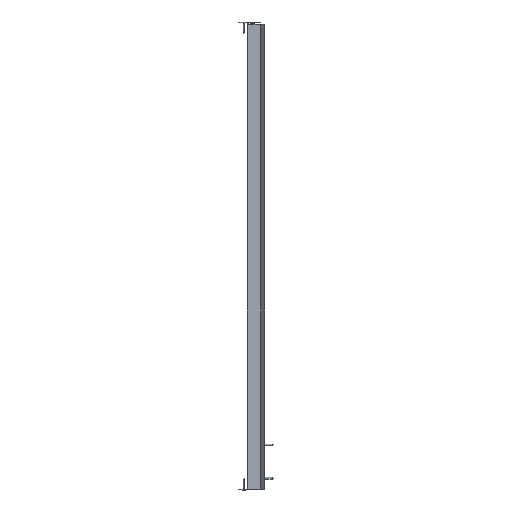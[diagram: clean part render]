
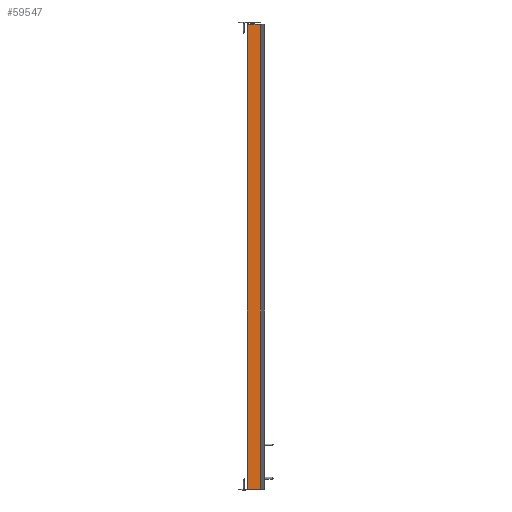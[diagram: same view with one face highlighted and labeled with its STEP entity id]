
A CAD part, left-side view. The second image highlights one B-rep face of the part: STEP entity #59547.
In plain terms, the highlighted planar face has unit normal (-1, 0.007, 0).
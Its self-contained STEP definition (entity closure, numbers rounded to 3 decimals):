
#1299 = EDGE_CURVE ( 'NONE', #44657, #30006, #68374, .T. ) ;
#6963 = CARTESIAN_POINT ( 'NONE',  ( -6.599, -29.843, 0. ) ) ;
#11498 = CARTESIAN_POINT ( 'NONE',  ( -6.599, -29.843, 0. ) ) ;
#12729 = FACE_OUTER_BOUND ( 'NONE', #55673, .T. ) ;
#13949 = CARTESIAN_POINT ( 'NONE',  ( -6.599, -29.843, -1045. ) ) ;
#15790 = VERTEX_POINT ( 'NONE', #47644 ) ;
#16107 = VECTOR ( 'NONE', #29604, 1000. ) ;
#19229 = VECTOR ( 'NONE', #75377, 1000. ) ;
#20048 = DIRECTION ( 'NONE',  ( 0.007, 1., 0. ) ) ;
#27854 = DIRECTION ( 'NONE',  ( 1., -0.007, 0. ) ) ;
#28826 = CARTESIAN_POINT ( 'NONE',  ( -6.599, -29.843, -1045. ) ) ;
#29604 = DIRECTION ( 'NONE',  ( 0., 0., 1. ) ) ;
#30006 = VERTEX_POINT ( 'NONE', #84168 ) ;
#30624 = EDGE_CURVE ( 'NONE', #15790, #44657, #82924, .T. ) ;
#32141 = ORIENTED_EDGE ( 'NONE', *, *, #85895, .T. ) ;
#36006 = EDGE_CURVE ( 'NONE', #54127, #30006, #58814, .T. ) ;
#40129 = ORIENTED_EDGE ( 'NONE', *, *, #30624, .F. ) ;
#44657 = VERTEX_POINT ( 'NONE', #82808 ) ;
#44704 = CARTESIAN_POINT ( 'NONE',  ( -6.4, -0.695, -1045. ) ) ;
#47090 = ORIENTED_EDGE ( 'NONE', *, *, #36006, .T. ) ;
#47644 = CARTESIAN_POINT ( 'NONE',  ( -6.599, -29.843, -1045. ) ) ;
#54127 = VERTEX_POINT ( 'NONE', #6963 ) ;
#55673 = EDGE_LOOP ( 'NONE', ( #47090, #58453, #40129, #32141 ) ) ;
#58453 = ORIENTED_EDGE ( 'NONE', *, *, #1299, .F. ) ;
#58814 = LINE ( 'NONE', #11498, #80395 ) ;
#59547 = ADVANCED_FACE ( 'NONE', ( #12729 ), #89287, .F. ) ;
#66382 = VECTOR ( 'NONE', #77487, 1000. ) ;
#67103 = DIRECTION ( 'NONE',  ( 0.007, 1., 0. ) ) ;
#68374 = LINE ( 'NONE', #44704, #16107 ) ;
#75377 = DIRECTION ( 'NONE',  ( 0.007, 1., 0. ) ) ;
#77487 = DIRECTION ( 'NONE',  ( 0., 0., 1. ) ) ;
#77985 = LINE ( 'NONE', #85048, #66382 ) ;
#80395 = VECTOR ( 'NONE', #20048, 1000. ) ;
#82808 = CARTESIAN_POINT ( 'NONE',  ( -6.4, -0.695, -1045. ) ) ;
#82924 = LINE ( 'NONE', #13949, #19229 ) ;
#84168 = CARTESIAN_POINT ( 'NONE',  ( -6.4, -0.695, 0. ) ) ;
#85048 = CARTESIAN_POINT ( 'NONE',  ( -6.599, -29.843, -1045. ) ) ;
#85895 = EDGE_CURVE ( 'NONE', #15790, #54127, #77985, .T. ) ;
#89287 = PLANE ( 'NONE',  #92819 ) ;
#92819 = AXIS2_PLACEMENT_3D ( 'NONE', #28826, #27854, #67103 ) ;
